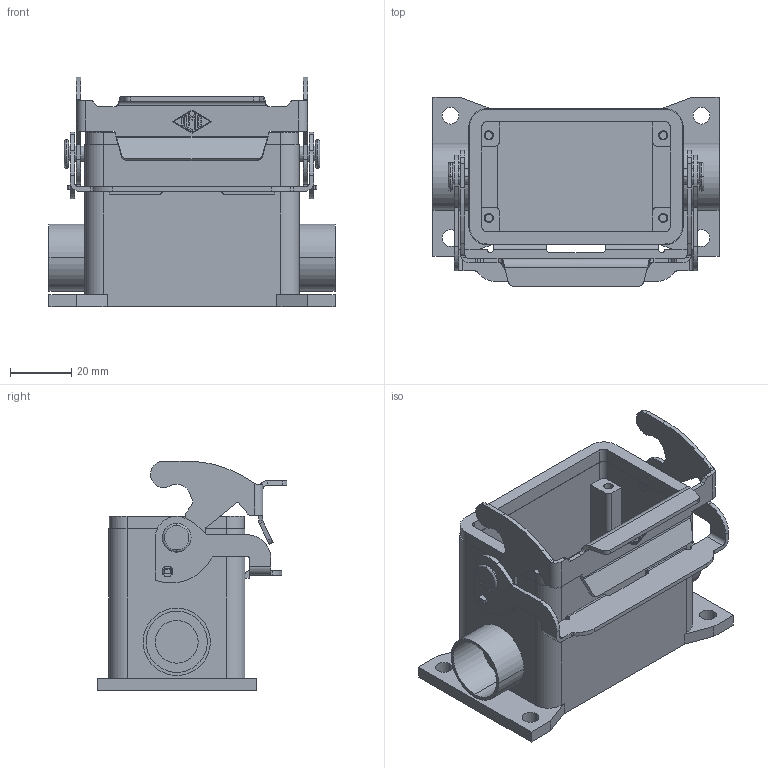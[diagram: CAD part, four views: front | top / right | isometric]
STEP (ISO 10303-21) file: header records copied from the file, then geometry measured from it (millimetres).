
FILE_DESCRIPTION((''),'2;1');
FILE_NAME('MVP 10 L20.stp','2006-12-19T12:21:30',('gembarski'),(''),'Autodesk Inventor 7','Autodesk Inventor 7','');
FILE_SCHEMA(('AUTOMOTIVE_DESIGN { 1 0 10303 214 1 1 1 1 }'));
Length unit declared in the file: millimetre
Products named in the file (1): MVP 10 L20
Bounding box: 93.5 x 61.98 x 75 mm (x, y, z)
Volume: 79197.3 mm3; surface area: 45990.1 mm2
Topology: 2 solids, 2 shells, 399 faces, 1071 edges, 708 vertices
Faces by surface type: bspline 138, plane 138, cylinder 117, torus 4, cone 2
Entity records: 15138 total; most frequent: CARTESIAN_POINT 5263, ORIENTED_EDGE 2134, DIRECTION 1941, EDGE_CURVE 1067, VERTEX_POINT 708, VECTOR 653, LINE 653, AXIS2_PLACEMENT_3D 644
